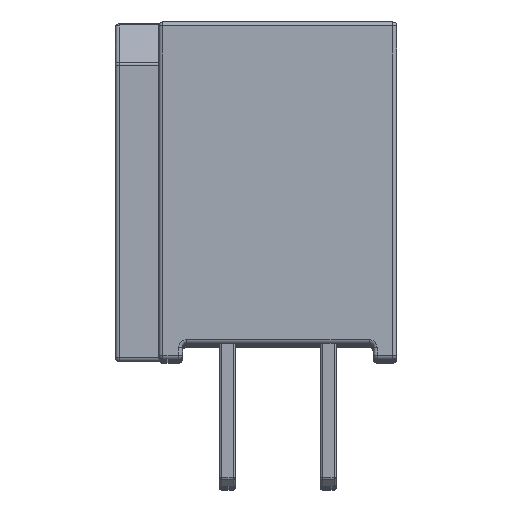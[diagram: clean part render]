
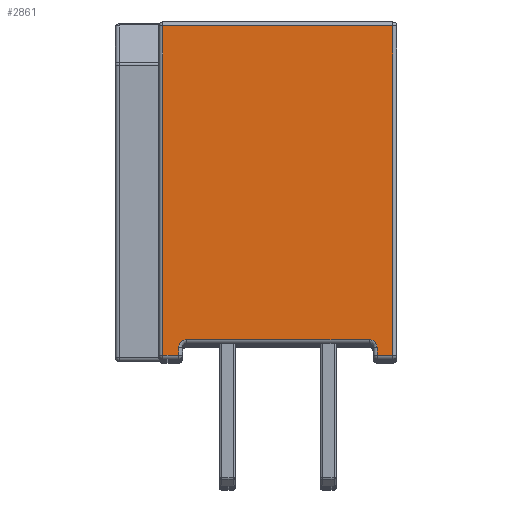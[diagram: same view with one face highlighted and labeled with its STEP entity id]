
A CAD part, top view. The second image highlights one B-rep face of the part: STEP entity #2861.
In plain terms, the highlighted face is planar.
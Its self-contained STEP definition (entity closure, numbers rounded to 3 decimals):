
#73 = EDGE_LOOP ( 'NONE', ( #3208, #4100, #792, #6165, #5989, #1038, #1662, #4926, #5371, #5537 ) ) ;
#286 = VERTEX_POINT ( 'NONE', #3242 ) ;
#441 = CARTESIAN_POINT ( 'NONE',  ( 0., -4.15, 2.5 ) ) ;
#544 = FACE_OUTER_BOUND ( 'NONE', #73, .T. ) ;
#779 = VERTEX_POINT ( 'NONE', #5986 ) ;
#792 = ORIENTED_EDGE ( 'NONE', *, *, #2203, .F. ) ;
#943 = EDGE_CURVE ( 'NONE', #6053, #2493, #5513, .T. ) ;
#1038 = ORIENTED_EDGE ( 'NONE', *, *, #943, .T. ) ;
#1055 = CARTESIAN_POINT ( 'NONE',  ( 0., 0., 2.9 ) ) ;
#1112 = VERTEX_POINT ( 'NONE', #6532 ) ;
#1399 = CARTESIAN_POINT ( 'NONE',  ( 0., -4.35, -3. ) ) ;
#1662 = ORIENTED_EDGE ( 'NONE', *, *, #1841, .T. ) ;
#1744 = DIRECTION ( 'NONE',  ( 0., 0., -1. ) ) ;
#1762 = CARTESIAN_POINT ( 'NONE',  ( 0., -4.35, -2.9 ) ) ;
#1836 = DIRECTION ( 'NONE',  ( 0., 0., -1. ) ) ;
#1841 = EDGE_CURVE ( 'NONE', #2493, #6763, #3884, .T. ) ;
#2007 = DIRECTION ( 'NONE',  ( 1., 0., 0. ) ) ;
#2203 = EDGE_CURVE ( 'NONE', #4808, #5654, #7053, .T. ) ;
#2211 = DIRECTION ( 'NONE',  ( 0., 1., 0. ) ) ;
#2215 = CARTESIAN_POINT ( 'NONE',  ( 0., -4.45, -2.5 ) ) ;
#2283 = DIRECTION ( 'NONE',  ( 1., 0., 0. ) ) ;
#2451 = EDGE_CURVE ( 'NONE', #286, #779, #3957, .T. ) ;
#2493 = VERTEX_POINT ( 'NONE', #6166 ) ;
#2706 = LINE ( 'NONE', #3097, #4039 ) ;
#2713 = VECTOR ( 'NONE', #5581, 1000. ) ;
#2716 = EDGE_CURVE ( 'NONE', #5165, #286, #3061, .T. ) ;
#2812 = DIRECTION ( 'NONE',  ( 0., 0., -1. ) ) ;
#2861 = ADVANCED_FACE ( 'NONE', ( #544 ), #3562, .T. ) ;
#2912 = DIRECTION ( 'NONE',  ( 1., 0., 0. ) ) ;
#2979 = VECTOR ( 'NONE', #1744, 1000. ) ;
#3061 = LINE ( 'NONE', #1055, #2713 ) ;
#3097 = CARTESIAN_POINT ( 'NONE',  ( 0., 3.95, 0. ) ) ;
#3208 = ORIENTED_EDGE ( 'NONE', *, *, #2451, .T. ) ;
#3242 = CARTESIAN_POINT ( 'NONE',  ( 0., -4.35, 2.9 ) ) ;
#3265 = EDGE_CURVE ( 'NONE', #4108, #5165, #2706, .T. ) ;
#3378 = DIRECTION ( 'NONE',  ( 0., 0., 1. ) ) ;
#3397 = CARTESIAN_POINT ( 'NONE',  ( 0., 3.95, 2.9 ) ) ;
#3453 = CARTESIAN_POINT ( 'NONE',  ( 0., -4.15, 2.3 ) ) ;
#3562 = PLANE ( 'NONE',  #4404 ) ;
#3681 = DIRECTION ( 'NONE',  ( 0., 0., -1. ) ) ;
#3697 = VECTOR ( 'NONE', #1836, 1000. ) ;
#3809 = DIRECTION ( 'NONE',  ( 0., 1., 0. ) ) ;
#3851 = EDGE_CURVE ( 'NONE', #6053, #1112, #5569, .T. ) ;
#3884 = LINE ( 'NONE', #1399, #3697 ) ;
#3957 = LINE ( 'NONE', #4501, #2979 ) ;
#3960 = DIRECTION ( 'NONE',  ( 0., 0., -1. ) ) ;
#4039 = VECTOR ( 'NONE', #3378, 1000. ) ;
#4100 = ORIENTED_EDGE ( 'NONE', *, *, #5092, .T. ) ;
#4108 = VERTEX_POINT ( 'NONE', #6446 ) ;
#4245 = VECTOR ( 'NONE', #2211, 1000. ) ;
#4348 = EDGE_CURVE ( 'NONE', #4808, #1112, #5558, .T. ) ;
#4404 = AXIS2_PLACEMENT_3D ( 'NONE', #6727, #2007, #3681 ) ;
#4446 = LINE ( 'NONE', #5046, #4245 ) ;
#4456 = AXIS2_PLACEMENT_3D ( 'NONE', #3453, #2912, #3960 ) ;
#4501 = CARTESIAN_POINT ( 'NONE',  ( 0., -4.35, 0. ) ) ;
#4808 = VERTEX_POINT ( 'NONE', #6579 ) ;
#4926 = ORIENTED_EDGE ( 'NONE', *, *, #5687, .T. ) ;
#4979 = AXIS2_PLACEMENT_3D ( 'NONE', #5692, #2283, #6222 ) ;
#4981 = CARTESIAN_POINT ( 'NONE',  ( 0., 0., -2.9 ) ) ;
#5046 = CARTESIAN_POINT ( 'NONE',  ( 0., -4.05, 2.5 ) ) ;
#5092 = EDGE_CURVE ( 'NONE', #779, #5654, #4446, .T. ) ;
#5165 = VERTEX_POINT ( 'NONE', #3397 ) ;
#5234 = VECTOR ( 'NONE', #3809, 1000. ) ;
#5333 = VECTOR ( 'NONE', #7126, 1000. ) ;
#5371 = ORIENTED_EDGE ( 'NONE', *, *, #3265, .T. ) ;
#5513 = LINE ( 'NONE', #2215, #5333 ) ;
#5537 = ORIENTED_EDGE ( 'NONE', *, *, #2716, .T. ) ;
#5558 = LINE ( 'NONE', #6771, #6854 ) ;
#5569 = CIRCLE ( 'NONE', #4979, 0.2 ) ;
#5581 = DIRECTION ( 'NONE',  ( 0., -1., 0. ) ) ;
#5654 = VERTEX_POINT ( 'NONE', #441 ) ;
#5687 = EDGE_CURVE ( 'NONE', #6763, #4108, #6883, .T. ) ;
#5692 = CARTESIAN_POINT ( 'NONE',  ( 0., -4.15, -2.3 ) ) ;
#5986 = CARTESIAN_POINT ( 'NONE',  ( 0., -4.35, 2.5 ) ) ;
#5989 = ORIENTED_EDGE ( 'NONE', *, *, #3851, .F. ) ;
#6053 = VERTEX_POINT ( 'NONE', #6973 ) ;
#6165 = ORIENTED_EDGE ( 'NONE', *, *, #4348, .T. ) ;
#6166 = CARTESIAN_POINT ( 'NONE',  ( 0., -4.35, -2.5 ) ) ;
#6222 = DIRECTION ( 'NONE',  ( 0., 0., -1. ) ) ;
#6446 = CARTESIAN_POINT ( 'NONE',  ( 0., 3.95, -2.9 ) ) ;
#6532 = CARTESIAN_POINT ( 'NONE',  ( 0., -3.95, -2.3 ) ) ;
#6579 = CARTESIAN_POINT ( 'NONE',  ( 0., -3.95, 2.3 ) ) ;
#6727 = CARTESIAN_POINT ( 'NONE',  ( 0., 0., 0. ) ) ;
#6763 = VERTEX_POINT ( 'NONE', #1762 ) ;
#6771 = CARTESIAN_POINT ( 'NONE',  ( 0., -3.95, 0. ) ) ;
#6854 = VECTOR ( 'NONE', #2812, 1000. ) ;
#6883 = LINE ( 'NONE', #4981, #5234 ) ;
#6973 = CARTESIAN_POINT ( 'NONE',  ( 0., -4.15, -2.5 ) ) ;
#7053 = CIRCLE ( 'NONE', #4456, 0.2 ) ;
#7126 = DIRECTION ( 'NONE',  ( 0., -1., 0. ) ) ;
